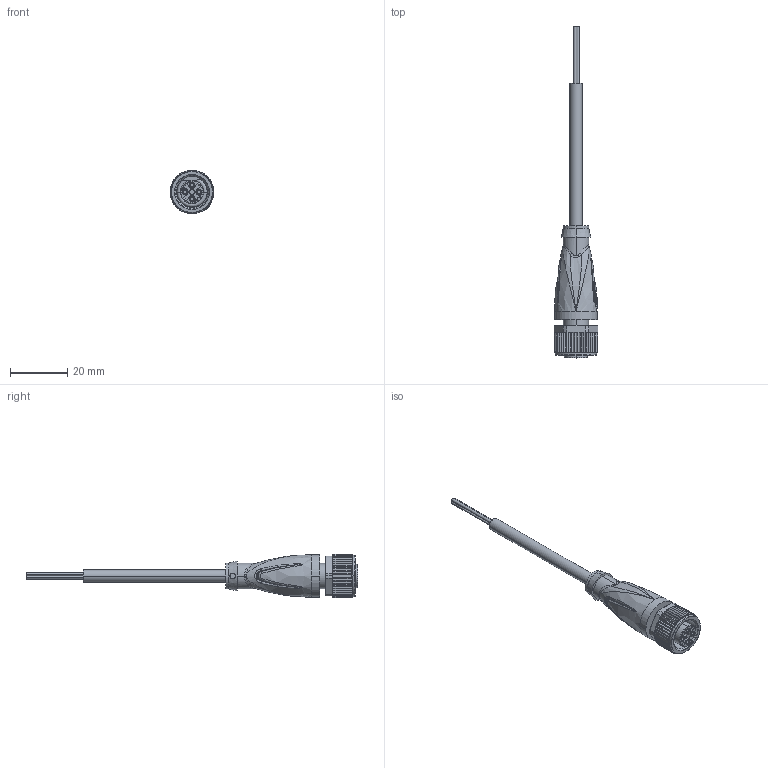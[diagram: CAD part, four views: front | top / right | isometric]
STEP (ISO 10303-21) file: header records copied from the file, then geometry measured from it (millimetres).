
FILE_DESCRIPTION(('STEP AP214'),'1');
FILE_NAME('cctmp_8A57851A-0195-4AB7-A43D-95FE44D7D745_2022_04_27_10_34_09_0632..stp','2022-04-27T08:34:13',('KiM GmbH'),('CADClick - www.CADClick.com'),'Spatial InterOp 3D postprocessed',' ','unknown authorization');
FILE_SCHEMA(('AUTOMOTIVE_DESIGN'));
Length unit declared in the file: millimetre
Products named in the file (7): T195594_1; Connection2; Cable; Connection1; Connection1_2; Connection1_1; T195594
Assembly tree (6 placements, depth 4):
  T195594
    T195594_1
      Connection2
      Cable
      Connection1
        Connection1_2
        Connection1_1
Bounding box: 15.4 x 116.4 x 15.37 mm (x, y, z)
Volume: 6486.1 mm3; surface area: 4823.5 mm2
Topology: 7 solids, 27 shells, 1062 faces, 2710 edges, 1705 vertices
Faces by surface type: plane 500, cylinder 218, torus 167, bspline 113, cone 64
Entity records: 51986 total; most frequent: CARTESIAN_POINT 23422, ORIENTED_EDGE 5356, DIRECTION 5127, EDGE_CURVE 2700, AXIS2_PLACEMENT_3D 1883, VERTEX_POINT 1705, LINE 1361, VECTOR 1361
